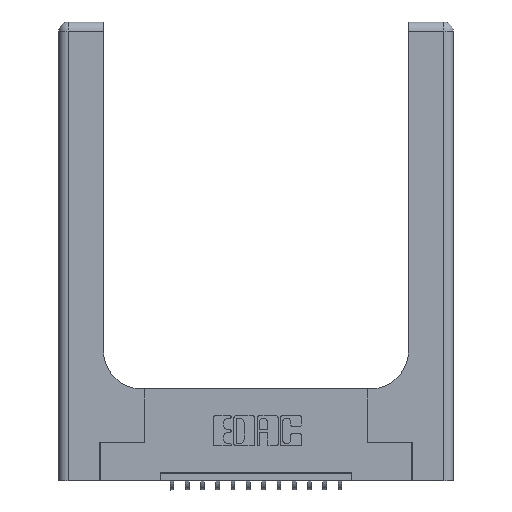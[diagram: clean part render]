
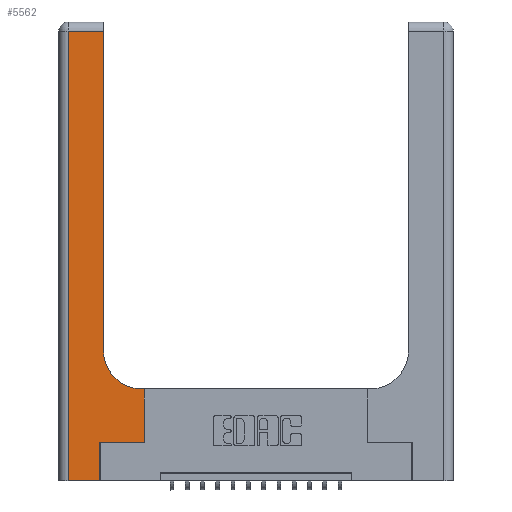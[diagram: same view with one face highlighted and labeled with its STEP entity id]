
A CAD part, top view. The second image highlights one B-rep face of the part: STEP entity #5562.
In plain terms, the highlighted planar face has unit normal (0, 0, 1).
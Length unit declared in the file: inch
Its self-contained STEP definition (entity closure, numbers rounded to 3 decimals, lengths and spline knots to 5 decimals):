
#343 = AXIS2_PLACEMENT_3D ( 'NONE', #9093, #11917, #686 ) ;
#681 = LINE ( 'NONE', #12745, #7128 ) ;
#686 = DIRECTION ( 'NONE',  ( 1., 0., 0. ) ) ;
#716 = CARTESIAN_POINT ( 'NONE',  ( 0.5585, 0.6, 0.37 ) ) ;
#884 = EDGE_CURVE ( 'NONE', #16218, #12722, #17384, .T. ) ;
#968 = EDGE_CURVE ( 'NONE', #13690, #16218, #14988, .T. ) ;
#1072 = VERTEX_POINT ( 'NONE', #2251 ) ;
#1146 = VECTOR ( 'NONE', #16515, 39.37008 ) ;
#1398 = CARTESIAN_POINT ( 'NONE',  ( 0.2915, 0.85, 0.37 ) ) ;
#1801 = ORIENTED_EDGE ( 'NONE', *, *, #9195, .T. ) ;
#2045 = CARTESIAN_POINT ( 'NONE',  ( 0.269, 0., 0.37 ) ) ;
#2060 = VECTOR ( 'NONE', #5976, 39.37008 ) ;
#2066 = CARTESIAN_POINT ( 'NONE',  ( 0., 0., 0.37 ) ) ;
#2251 = CARTESIAN_POINT ( 'NONE',  ( 0.2915, 2.94, 0.37 ) ) ;
#2287 = ORIENTED_EDGE ( 'NONE', *, *, #13537, .T. ) ;
#3039 = FACE_OUTER_BOUND ( 'NONE', #10709, .T. ) ;
#3137 = CARTESIAN_POINT ( 'NONE',  ( 0.269, 0.25, 0.37 ) ) ;
#3151 = VECTOR ( 'NONE', #8431, 39.37008 ) ;
#3204 = DIRECTION ( 'NONE',  ( 0., 1., 0. ) ) ;
#3734 = DIRECTION ( 'NONE',  ( 0., 1., 0. ) ) ;
#4099 = VERTEX_POINT ( 'NONE', #13646 ) ;
#4128 = PLANE ( 'NONE',  #17268 ) ;
#4192 = DIRECTION ( 'NONE',  ( -1., 0., 0. ) ) ;
#4218 = VERTEX_POINT ( 'NONE', #10491 ) ;
#4344 = DIRECTION ( 'NONE',  ( 1., 0., 0. ) ) ;
#4479 = ORIENTED_EDGE ( 'NONE', *, *, #12398, .T. ) ;
#4533 = CARTESIAN_POINT ( 'NONE',  ( 0.2915, 0.6, 0.37 ) ) ;
#4871 = ORIENTED_EDGE ( 'NONE', *, *, #12742, .T. ) ;
#5562 = ADVANCED_FACE ( 'NONE', ( #3039 ), #4128, .F. ) ;
#5976 = DIRECTION ( 'NONE',  ( 0., 1., 0. ) ) ;
#5984 = DIRECTION ( 'NONE',  ( -1., 0., 0. ) ) ;
#6033 = CARTESIAN_POINT ( 'NONE',  ( 0.2915, 3., 0.37 ) ) ;
#6151 = ORIENTED_EDGE ( 'NONE', *, *, #6984, .T. ) ;
#6602 = DIRECTION ( 'NONE',  ( 1., 0., 0. ) ) ;
#6984 = EDGE_CURVE ( 'NONE', #12722, #14712, #14510, .T. ) ;
#7071 = ORIENTED_EDGE ( 'NONE', *, *, #18308, .T. ) ;
#7128 = VECTOR ( 'NONE', #4344, 39.37008 ) ;
#7199 = VECTOR ( 'NONE', #6602, 39.37008 ) ;
#7846 = ORIENTED_EDGE ( 'NONE', *, *, #11303, .T. ) ;
#8431 = DIRECTION ( 'NONE',  ( -1., 0., 0. ) ) ;
#8886 = VERTEX_POINT ( 'NONE', #15204 ) ;
#9093 = CARTESIAN_POINT ( 'NONE',  ( 0.5415, 0.85, 0.37 ) ) ;
#9161 = LINE ( 'NONE', #17981, #1146 ) ;
#9195 = EDGE_CURVE ( 'NONE', #4218, #8886, #9161, .T. ) ;
#9414 = CARTESIAN_POINT ( 'NONE',  ( 0.5585, 0.25, 0.37 ) ) ;
#9424 = ORIENTED_EDGE ( 'NONE', *, *, #884, .T. ) ;
#9805 = CARTESIAN_POINT ( 'NONE',  ( 0., 2.94, 0.37 ) ) ;
#10491 = CARTESIAN_POINT ( 'NONE',  ( 0.06, 2.94, 0.37 ) ) ;
#10709 = EDGE_LOOP ( 'NONE', ( #4479, #4871, #1801, #7846, #7071, #2287, #17044, #9424, #6151 ) ) ;
#11211 = VECTOR ( 'NONE', #3204, 39.37008 ) ;
#11232 = VECTOR ( 'NONE', #3734, 39.37008 ) ;
#11303 = EDGE_CURVE ( 'NONE', #8886, #4099, #14718, .T. ) ;
#11490 = CARTESIAN_POINT ( 'NONE',  ( 0., 3., 0.37 ) ) ;
#11917 = DIRECTION ( 'NONE',  ( 0., 0., -1. ) ) ;
#12032 = LINE ( 'NONE', #6033, #2060 ) ;
#12382 = VERTEX_POINT ( 'NONE', #3137 ) ;
#12398 = EDGE_CURVE ( 'NONE', #14712, #1072, #12032, .T. ) ;
#12722 = VERTEX_POINT ( 'NONE', #16993 ) ;
#12742 = EDGE_CURVE ( 'NONE', #1072, #4218, #17305, .T. ) ;
#12745 = CARTESIAN_POINT ( 'NONE',  ( 0.269, 0.25, 0.37 ) ) ;
#13537 = EDGE_CURVE ( 'NONE', #12382, #13690, #681, .T. ) ;
#13646 = CARTESIAN_POINT ( 'NONE',  ( 0.269, 0., 0.37 ) ) ;
#13690 = VERTEX_POINT ( 'NONE', #16354 ) ;
#14001 = DIRECTION ( 'NONE',  ( 0., 0., -1. ) ) ;
#14510 = CIRCLE ( 'NONE', #343, 0.25 ) ;
#14516 = VECTOR ( 'NONE', #5984, 39.37008 ) ;
#14712 = VERTEX_POINT ( 'NONE', #1398 ) ;
#14718 = LINE ( 'NONE', #2066, #7199 ) ;
#14988 = LINE ( 'NONE', #9414, #11232 ) ;
#15204 = CARTESIAN_POINT ( 'NONE',  ( 0.06, 0., 0.37 ) ) ;
#16218 = VERTEX_POINT ( 'NONE', #716 ) ;
#16354 = CARTESIAN_POINT ( 'NONE',  ( 0.5585, 0.25, 0.37 ) ) ;
#16515 = DIRECTION ( 'NONE',  ( 0., -1., 0. ) ) ;
#16993 = CARTESIAN_POINT ( 'NONE',  ( 0.5415, 0.6, 0.37 ) ) ;
#17044 = ORIENTED_EDGE ( 'NONE', *, *, #968, .T. ) ;
#17268 = AXIS2_PLACEMENT_3D ( 'NONE', #11490, #14001, #4192 ) ;
#17305 = LINE ( 'NONE', #9805, #3151 ) ;
#17358 = LINE ( 'NONE', #2045, #11211 ) ;
#17384 = LINE ( 'NONE', #4533, #14516 ) ;
#17981 = CARTESIAN_POINT ( 'NONE',  ( 0.06, 3., 0.37 ) ) ;
#18308 = EDGE_CURVE ( 'NONE', #4099, #12382, #17358, .T. ) ;
